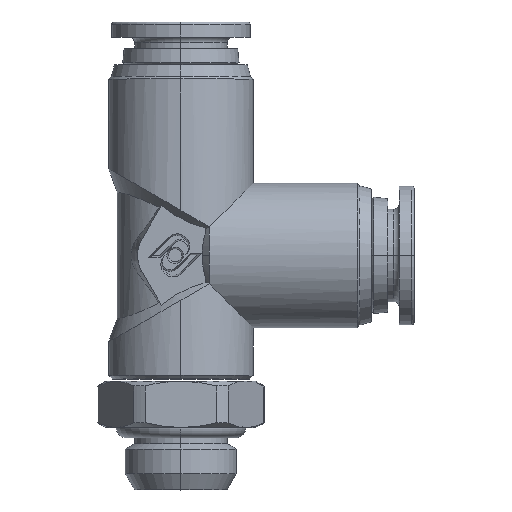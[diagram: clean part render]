
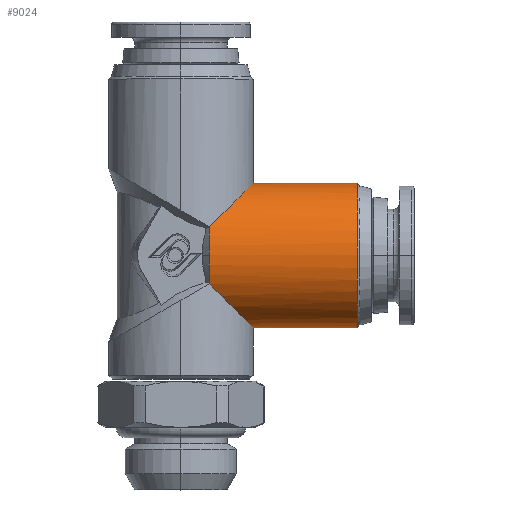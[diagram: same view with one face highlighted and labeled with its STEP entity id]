
A CAD part, top view. The second image highlights one B-rep face of the part: STEP entity #9024.
In plain terms, the highlighted cylindrical face has radius 6.25 mm (diameter 12.5 mm), a partial arc.
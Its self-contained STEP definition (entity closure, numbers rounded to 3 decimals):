
#30 = VERTEX_POINT ( 'NONE', #13050 ) ;
#144 = ORIENTED_EDGE ( 'NONE', *, *, #886, .T. ) ;
#161 = VERTEX_POINT ( 'NONE', #3901 ) ;
#369 = CYLINDRICAL_SURFACE ( 'NONE', #14008, 6.25 ) ;
#424 = CIRCLE ( 'NONE', #9706, 6.25 ) ;
#520 = CARTESIAN_POINT ( 'NONE',  ( 6.25, 8.65, 2.575 ) ) ;
#831 = ORIENTED_EDGE ( 'NONE', *, *, #9800, .T. ) ;
#886 = EDGE_CURVE ( 'NONE', #161, #6466, #7003, .T. ) ;
#982 = CARTESIAN_POINT ( 'NONE',  ( 6.25, 21.15, 2.575 ) ) ;
#1006 = EDGE_LOOP ( 'NONE', ( #3959, #4676, #2723, #144, #6437, #831, #4137 ) ) ;
#1011 = CARTESIAN_POINT ( 'NONE',  ( 15.268, 21.15, 0. ) ) ;
#1881 = CARTESIAN_POINT ( 'NONE',  ( 15.268, 14.9, 0. ) ) ;
#1991 = DIRECTION ( 'NONE',  ( 1., 0., 0. ) ) ;
#2723 = ORIENTED_EDGE ( 'NONE', *, *, #5960, .T. ) ;
#2916 = CARTESIAN_POINT ( 'NONE',  ( 0., 14.9, 0. ) ) ;
#2999 = DIRECTION ( 'NONE',  ( 0., -1., 0. ) ) ;
#3404 = DIRECTION ( 'NONE',  ( -1., 0., 0. ) ) ;
#3760 = CIRCLE ( 'NONE', #13578, 6.25 ) ;
#3901 = CARTESIAN_POINT ( 'NONE',  ( 2.467, 17.367, 5.742 ) ) ;
#3959 = ORIENTED_EDGE ( 'NONE', *, *, #13866, .T. ) ;
#3987 = LINE ( 'NONE', #6756, #13019 ) ;
#4051 = DIRECTION ( 'NONE',  ( -1., 0., 0. ) ) ;
#4132 = VECTOR ( 'NONE', #4929, 1000. ) ;
#4137 = ORIENTED_EDGE ( 'NONE', *, *, #6227, .F. ) ;
#4676 = ORIENTED_EDGE ( 'NONE', *, *, #9501, .T. ) ;
#4929 = DIRECTION ( 'NONE',  ( -1., 0., 0. ) ) ;
#5960 = EDGE_CURVE ( 'NONE', #30, #161, #7240, .T. ) ;
#6227 = EDGE_CURVE ( 'NONE', #12357, #8816, #12808, .T. ) ;
#6437 = ORIENTED_EDGE ( 'NONE', *, *, #13464, .T. ) ;
#6466 = VERTEX_POINT ( 'NONE', #14428 ) ;
#6624 = CARTESIAN_POINT ( 'NONE',  ( 2.467, 17.367, 5.742 ) ) ;
#6756 = CARTESIAN_POINT ( 'NONE',  ( 0., 21.15, 0. ) ) ;
#7003 = CIRCLE ( 'NONE', #14267, 6.25 ) ;
#7240 =( BOUNDED_CURVE ( )  B_SPLINE_CURVE ( 3, ( #12261, #982, #13421, #6624 ),
 .UNSPECIFIED., .F., .T. ) 
 B_SPLINE_CURVE_WITH_KNOTS ( ( 4, 4 ),
 ( 3.142, 4.307 ),
 .UNSPECIFIED. ) 
 CURVE ( )  GEOMETRIC_REPRESENTATION_ITEM ( )  RATIONAL_B_SPLINE_CURVE ( ( 1., 0.89, 0.89, 1. ) ) 
 REPRESENTATION_ITEM ( '' )  );
#7770 = FACE_OUTER_BOUND ( 'NONE', #1006, .T. ) ;
#8151 = VERTEX_POINT ( 'NONE', #1011 ) ;
#8399 = CARTESIAN_POINT ( 'NONE',  ( 6.25, 8.65, 0. ) ) ;
#8765 = CARTESIAN_POINT ( 'NONE',  ( 2.467, 14.9, 0. ) ) ;
#8816 = VERTEX_POINT ( 'NONE', #14123 ) ;
#9024 = ADVANCED_FACE ( 'NONE', ( #7770 ), #369, .T. ) ;
#9377 = CARTESIAN_POINT ( 'NONE',  ( 4.833, 10.067, 4.726 ) ) ;
#9501 = EDGE_CURVE ( 'NONE', #8151, #30, #3987, .T. ) ;
#9706 = AXIS2_PLACEMENT_3D ( 'NONE', #8765, #1991, #9878 ) ;
#9760 = DIRECTION ( 'NONE',  ( -1., 0., 0. ) ) ;
#9800 = EDGE_CURVE ( 'NONE', #10053, #8816, #13674, .T. ) ;
#9878 = DIRECTION ( 'NONE',  ( 0., 0., -1. ) ) ;
#10053 = VERTEX_POINT ( 'NONE', #10081 ) ;
#10081 = CARTESIAN_POINT ( 'NONE',  ( 2.467, 12.433, 5.742 ) ) ;
#10750 = DIRECTION ( 'NONE',  ( 0., 0., -1. ) ) ;
#10853 = DIRECTION ( 'NONE',  ( 0., -1., 0. ) ) ;
#11693 = CARTESIAN_POINT ( 'NONE',  ( 0., 8.65, 0. ) ) ;
#11759 = CARTESIAN_POINT ( 'NONE',  ( 15.268, 8.65, 0. ) ) ;
#12261 = CARTESIAN_POINT ( 'NONE',  ( 6.25, 21.15, 0. ) ) ;
#12357 = VERTEX_POINT ( 'NONE', #11759 ) ;
#12808 = LINE ( 'NONE', #11693, #4132 ) ;
#12839 = CARTESIAN_POINT ( 'NONE',  ( 2.467, 14.9, 0. ) ) ;
#12937 = DIRECTION ( 'NONE',  ( 1., 0., 0. ) ) ;
#13019 = VECTOR ( 'NONE', #3404, 1000. ) ;
#13050 = CARTESIAN_POINT ( 'NONE',  ( 6.25, 21.15, 0. ) ) ;
#13421 = CARTESIAN_POINT ( 'NONE',  ( 4.833, 19.733, 4.726 ) ) ;
#13464 = EDGE_CURVE ( 'NONE', #6466, #10053, #424, .T. ) ;
#13578 = AXIS2_PLACEMENT_3D ( 'NONE', #1881, #9760, #2999 ) ;
#13674 =( BOUNDED_CURVE ( )  B_SPLINE_CURVE ( 3, ( #14025, #9377, #520, #8399 ),
 .UNSPECIFIED., .F., .F. ) 
 B_SPLINE_CURVE_WITH_KNOTS ( ( 4, 4 ),
 ( 5.118, 6.283 ),
 .UNSPECIFIED. ) 
 CURVE ( )  GEOMETRIC_REPRESENTATION_ITEM ( )  RATIONAL_B_SPLINE_CURVE ( ( 1., 0.89, 0.89, 1. ) ) 
 REPRESENTATION_ITEM ( '' )  );
#13866 = EDGE_CURVE ( 'NONE', #12357, #8151, #3760, .T. ) ;
#14008 = AXIS2_PLACEMENT_3D ( 'NONE', #2916, #4051, #10853 ) ;
#14025 = CARTESIAN_POINT ( 'NONE',  ( 2.467, 12.433, 5.742 ) ) ;
#14123 = CARTESIAN_POINT ( 'NONE',  ( 6.25, 8.65, 0. ) ) ;
#14267 = AXIS2_PLACEMENT_3D ( 'NONE', #12839, #12937, #10750 ) ;
#14428 = CARTESIAN_POINT ( 'NONE',  ( 2.467, 14.9, 6.25 ) ) ;
